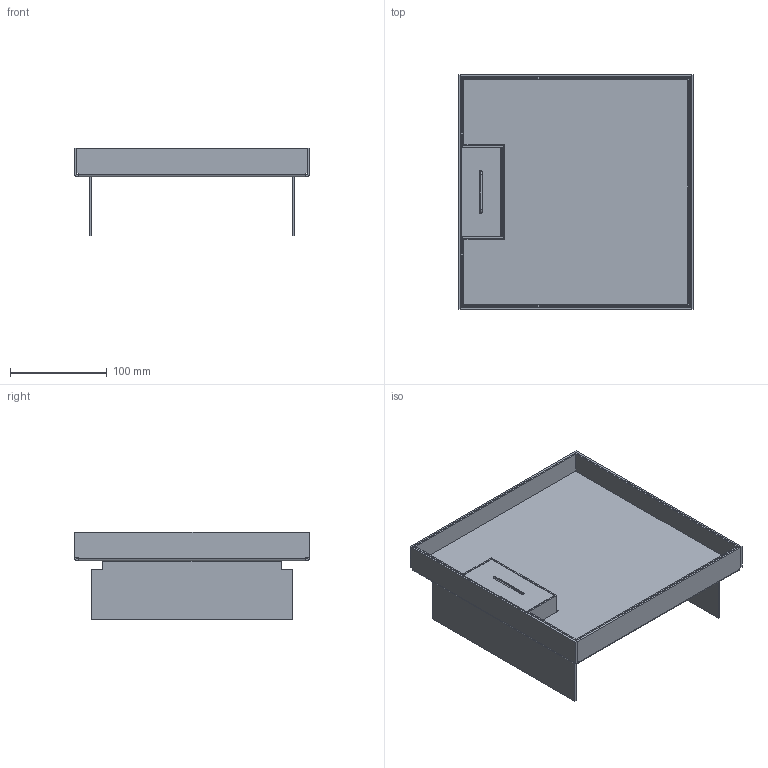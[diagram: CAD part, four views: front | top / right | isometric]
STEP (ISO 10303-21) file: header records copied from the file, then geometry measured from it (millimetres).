
FILE_DESCRIPTION (( 'STEP AP214' ), '1' );
FILE_NAME ('7409238_KSTP1.stp', '2016-07-12T09:55:48', ( '' ), ( '' ), 'SwSTEP 2.0', 'SolidWorks 2014', '' );
FILE_SCHEMA (( 'AUTOMOTIVE_DESIGN' ));
Length unit declared in the file: millimetre
Products named in the file (8): 053539_H=20 mm; 7409238_KSTP1; 053554_H = 20; 046359_Unterteil mit Sonderstempel; 038603_Standard; 036167_Standard; 046279_Standard; 038601_20 mm Nutzh”he
Assembly tree (7 placements, depth 4):
  7409238_KSTP1
    053539_H=20 mm
    053554_H = 20
      038601_20 mm Nutzh”he
      038603_Standard
      046359_Unterteil mit Sonderstempel
        046279_Standard
        036167_Standard
Bounding box: 242.8 x 242.5 x 90.55 mm (x, y, z)
Volume: 445730.1 mm3; surface area: 397037.1 mm2
Topology: 5 solids, 5 shells, 230 faces, 543 edges, 322 vertices
Faces by surface type: plane 189, cylinder 37, torus 4
Entity records: 6702 total; most frequent: CARTESIAN_POINT 1107, DIRECTION 1105, ORIENTED_EDGE 1086, EDGE_CURVE 543, LINE 465, VECTOR 465, VERTEX_POINT 322, AXIS2_PLACEMENT_3D 320
